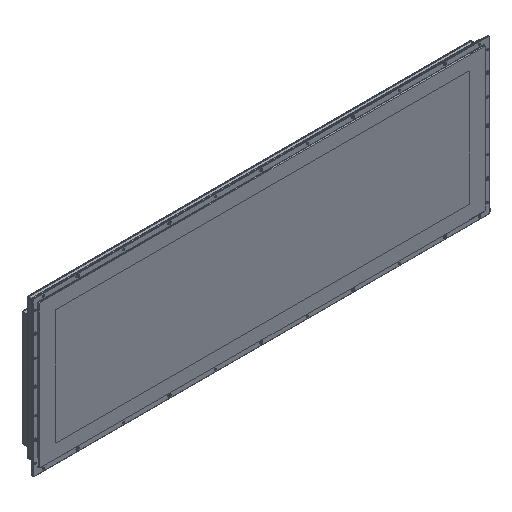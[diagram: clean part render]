
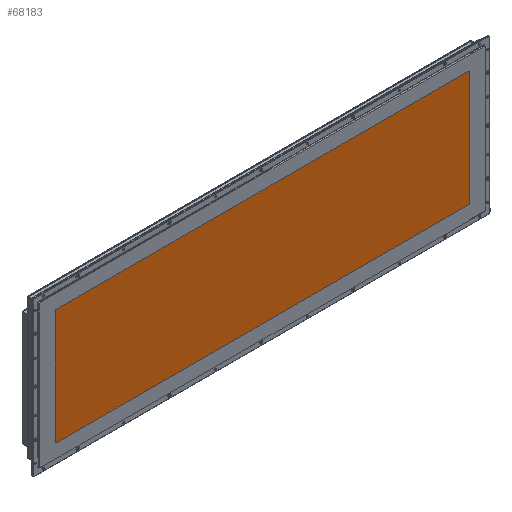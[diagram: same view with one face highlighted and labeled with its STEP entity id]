
A CAD part, isometric view. The second image highlights one B-rep face of the part: STEP entity #68183.
In plain terms, the highlighted face is planar.
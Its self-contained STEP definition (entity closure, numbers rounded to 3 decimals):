
#6226=PLANE('',#74305);
#9609=FACE_OUTER_BOUND('',#13778,.T.);
#13778=EDGE_LOOP('',(#62345,#62346,#62347,#62348,#62349,#62350,#62351,#62352));
#20311=LINE('',#123813,#27092);
#20312=LINE('',#123816,#27093);
#20313=LINE('',#123818,#27094);
#20314=LINE('',#123821,#27095);
#27092=VECTOR('',#91473,10.);
#27093=VECTOR('',#91476,10.);
#27094=VECTOR('',#91477,10.);
#27095=VECTOR('',#91480,10.);
#29664=CIRCLE('',#74303,2.);
#29666=CIRCLE('',#74306,2.);
#29667=CIRCLE('',#74307,2.);
#29668=CIRCLE('',#74308,2.);
#35455=VERTEX_POINT('',#123800);
#35456=VERTEX_POINT('',#123801);
#35459=VERTEX_POINT('',#123809);
#35460=VERTEX_POINT('',#123810);
#35461=VERTEX_POINT('',#123812);
#35462=VERTEX_POINT('',#123814);
#35463=VERTEX_POINT('',#123817);
#35464=VERTEX_POINT('',#123819);
#44517=EDGE_CURVE('',#35455,#35456,#29664,.T.);
#44521=EDGE_CURVE('',#35459,#35460,#29666,.T.);
#44522=EDGE_CURVE('',#35460,#35461,#20311,.T.);
#44523=EDGE_CURVE('',#35461,#35462,#29667,.T.);
#44524=EDGE_CURVE('',#35462,#35455,#20312,.T.);
#44525=EDGE_CURVE('',#35456,#35463,#20313,.T.);
#44526=EDGE_CURVE('',#35463,#35464,#29668,.T.);
#44527=EDGE_CURVE('',#35464,#35459,#20314,.T.);
#62345=ORIENTED_EDGE('',*,*,#44521,.T.);
#62346=ORIENTED_EDGE('',*,*,#44522,.T.);
#62347=ORIENTED_EDGE('',*,*,#44523,.T.);
#62348=ORIENTED_EDGE('',*,*,#44524,.T.);
#62349=ORIENTED_EDGE('',*,*,#44517,.T.);
#62350=ORIENTED_EDGE('',*,*,#44525,.T.);
#62351=ORIENTED_EDGE('',*,*,#44526,.T.);
#62352=ORIENTED_EDGE('',*,*,#44527,.T.);
#68183=ADVANCED_FACE('',(#9609),#6226,.T.);
#74303=AXIS2_PLACEMENT_3D('',#123802,#91463,#91464);
#74305=AXIS2_PLACEMENT_3D('',#123808,#91469,#91470);
#74306=AXIS2_PLACEMENT_3D('',#123811,#91471,#91472);
#74307=AXIS2_PLACEMENT_3D('',#123815,#91474,#91475);
#74308=AXIS2_PLACEMENT_3D('',#123820,#91478,#91479);
#91463=DIRECTION('center_axis',(0.,0.,1.));
#91464=DIRECTION('ref_axis',(0.,1.,0.));
#91469=DIRECTION('center_axis',(0.,0.,1.));
#91470=DIRECTION('ref_axis',(1.,0.,0.));
#91471=DIRECTION('center_axis',(0.,0.,1.));
#91472=DIRECTION('ref_axis',(0.,-1.,0.));
#91473=DIRECTION('',(0.,-1.,0.));
#91474=DIRECTION('center_axis',(0.,0.,1.));
#91475=DIRECTION('ref_axis',(1.,0.,0.));
#91476=DIRECTION('',(1.,0.,0.));
#91477=DIRECTION('',(0.,1.,0.));
#91478=DIRECTION('center_axis',(0.,0.,1.));
#91479=DIRECTION('ref_axis',(-1.,0.,0.));
#91480=DIRECTION('',(-1.,0.,0.));
#123800=CARTESIAN_POINT('',(449.,-126.,3.5));
#123801=CARTESIAN_POINT('',(451.,-124.,3.5));
#123802=CARTESIAN_POINT('Origin',(449.,-124.,3.5));
#123808=CARTESIAN_POINT('Origin',(0.,0.,
3.5));
#123809=CARTESIAN_POINT('',(-449.,126.,3.5));
#123810=CARTESIAN_POINT('',(-451.,124.,3.5));
#123811=CARTESIAN_POINT('Origin',(-449.,124.,3.5));
#123812=CARTESIAN_POINT('',(-451.,-124.,3.5));
#123813=CARTESIAN_POINT('',(-451.,62.,3.5));
#123814=CARTESIAN_POINT('',(-449.,-126.,3.5));
#123815=CARTESIAN_POINT('Origin',(-449.,-124.,3.5));
#123816=CARTESIAN_POINT('',(-224.5,-126.,3.5));
#123817=CARTESIAN_POINT('',(451.,124.,3.5));
#123818=CARTESIAN_POINT('',(451.,-62.,3.5));
#123819=CARTESIAN_POINT('',(449.,126.,3.5));
#123820=CARTESIAN_POINT('Origin',(449.,124.,3.5));
#123821=CARTESIAN_POINT('',(224.5,126.,3.5));
